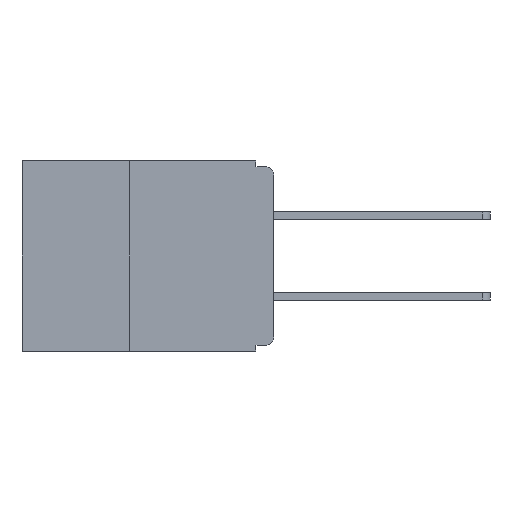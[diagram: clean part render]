
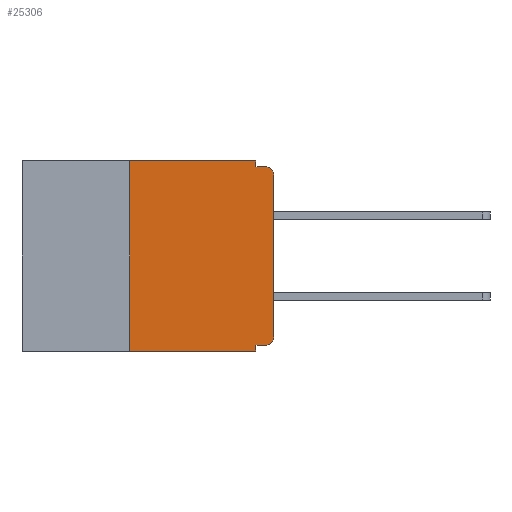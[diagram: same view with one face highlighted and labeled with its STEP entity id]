
A CAD part, left-side view. The second image highlights one B-rep face of the part: STEP entity #25306.
In plain terms, the highlighted planar face has unit normal (-1, 0, 0).
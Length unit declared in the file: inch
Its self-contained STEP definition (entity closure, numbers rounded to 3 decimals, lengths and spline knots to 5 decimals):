
#1075 = VECTOR ( 'NONE', #23425, 39.37008 ) ;
#1184 = CARTESIAN_POINT ( 'NONE',  ( 0., 0.031, 0. ) ) ;
#1384 = DIRECTION ( 'NONE',  ( 0., -1., 0. ) ) ;
#1586 = CARTESIAN_POINT ( 'NONE',  ( 0., 0.437, 0. ) ) ;
#1756 = ORIENTED_EDGE ( 'NONE', *, *, #15538, .F. ) ;
#2098 = CARTESIAN_POINT ( 'NONE',  ( 0., 0.031, 0. ) ) ;
#2099 = ORIENTED_EDGE ( 'NONE', *, *, #19151, .T. ) ;
#2276 = ORIENTED_EDGE ( 'NONE', *, *, #7368, .F. ) ;
#2403 = LINE ( 'NONE', #11045, #7991 ) ;
#2515 = VECTOR ( 'NONE', #1384, 39.37008 ) ;
#2711 = VERTEX_POINT ( 'NONE', #26826 ) ;
#2743 = DIRECTION ( 'NONE',  ( 0., 0., 1. ) ) ;
#3183 = ORIENTED_EDGE ( 'NONE', *, *, #11411, .F. ) ;
#3573 = ORIENTED_EDGE ( 'NONE', *, *, #4282, .T. ) ;
#3609 = DIRECTION ( 'NONE',  ( 0., 0., -1. ) ) ;
#3754 = DIRECTION ( 'NONE',  ( -1., 0., 0. ) ) ;
#4007 = DIRECTION ( 'NONE',  ( 0., 0., -1. ) ) ;
#4282 = EDGE_CURVE ( 'NONE', #17527, #10615, #6679, .T. ) ;
#4334 = LINE ( 'NONE', #21601, #23362 ) ;
#5964 = VERTEX_POINT ( 'NONE', #19049 ) ;
#6679 = LINE ( 'NONE', #19066, #1075 ) ;
#6837 = EDGE_CURVE ( 'NONE', #17527, #2711, #2403, .T. ) ;
#7252 = DIRECTION ( 'NONE',  ( 0., 0., -1. ) ) ;
#7368 = EDGE_CURVE ( 'NONE', #15957, #5964, #18125, .T. ) ;
#7991 = VECTOR ( 'NONE', #20651, 39.37008 ) ;
#8170 = ORIENTED_EDGE ( 'NONE', *, *, #29286, .T. ) ;
#8899 = CARTESIAN_POINT ( 'NONE',  ( 0., 0., -0.305 ) ) ;
#9184 = EDGE_LOOP ( 'NONE', ( #8170, #2099, #27993, #2276, #3183, #26726, #3573, #14783, #1756, #9373 ) ) ;
#9373 = ORIENTED_EDGE ( 'NONE', *, *, #11249, .T. ) ;
#9463 = CARTESIAN_POINT ( 'NONE',  ( 0., 0., -0.01 ) ) ;
#9982 = DIRECTION ( 'NONE',  ( 0., 1., 0. ) ) ;
#10025 = LINE ( 'NONE', #9463, #27434 ) ;
#10615 = VERTEX_POINT ( 'NONE', #21714 ) ;
#11045 = CARTESIAN_POINT ( 'NONE',  ( 0., 0.25, -0.33 ) ) ;
#11150 = EDGE_CURVE ( 'NONE', #5964, #27058, #10025, .T. ) ;
#11249 = EDGE_CURVE ( 'NONE', #25067, #17745, #25975, .T. ) ;
#11411 = EDGE_CURVE ( 'NONE', #2711, #15957, #20830, .T. ) ;
#12244 = CARTESIAN_POINT ( 'NONE',  ( 0., 0.015, -0.305 ) ) ;
#12332 = VERTEX_POINT ( 'NONE', #16711 ) ;
#14629 = DIRECTION ( 'NONE',  ( 0., 0., -1. ) ) ;
#14783 = ORIENTED_EDGE ( 'NONE', *, *, #24400, .F. ) ;
#14940 = CARTESIAN_POINT ( 'NONE',  ( 0., 0.015, -0.32 ) ) ;
#15150 = AXIS2_PLACEMENT_3D ( 'NONE', #1586, #18318, #4007 ) ;
#15538 = EDGE_CURVE ( 'NONE', #25067, #20354, #16067, .T. ) ;
#15674 = CARTESIAN_POINT ( 'NONE',  ( 0., 0.437, 0. ) ) ;
#15876 = PLANE ( 'NONE',  #15150 ) ;
#15957 = VERTEX_POINT ( 'NONE', #2098 ) ;
#16067 = LINE ( 'NONE', #24201, #16837 ) ;
#16711 = CARTESIAN_POINT ( 'NONE',  ( 0., 0., -0.025 ) ) ;
#16837 = VECTOR ( 'NONE', #9982, 39.37008 ) ;
#17527 = VERTEX_POINT ( 'NONE', #29504 ) ;
#17745 = VERTEX_POINT ( 'NONE', #8899 ) ;
#18045 = CARTESIAN_POINT ( 'NONE',  ( 0., 0.015, -0.025 ) ) ;
#18125 = LINE ( 'NONE', #1184, #22945 ) ;
#18318 = DIRECTION ( 'NONE',  ( 1., 0., 0. ) ) ;
#19049 = CARTESIAN_POINT ( 'NONE',  ( 0., 0.031, -0.01 ) ) ;
#19066 = CARTESIAN_POINT ( 'NONE',  ( 0., 0.437, -0.33 ) ) ;
#19151 = EDGE_CURVE ( 'NONE', #12332, #27058, #19276, .T. ) ;
#19276 = CIRCLE ( 'NONE', #23019, 0.015 ) ;
#19296 = AXIS2_PLACEMENT_3D ( 'NONE', #12244, #28787, #14629 ) ;
#20354 = VERTEX_POINT ( 'NONE', #22364 ) ;
#20445 = DIRECTION ( 'NONE',  ( 0., 0., -1. ) ) ;
#20651 = DIRECTION ( 'NONE',  ( 0., 0., 1. ) ) ;
#20830 = LINE ( 'NONE', #15674, #2515 ) ;
#21468 = DIRECTION ( 'NONE',  ( 0., -1., 0. ) ) ;
#21527 = FACE_OUTER_BOUND ( 'NONE', #9184, .T. ) ;
#21601 = CARTESIAN_POINT ( 'NONE',  ( 0., 0.031, -0.33 ) ) ;
#21714 = CARTESIAN_POINT ( 'NONE',  ( 0., 0.031, -0.33 ) ) ;
#22364 = CARTESIAN_POINT ( 'NONE',  ( 0., 0.031, -0.32 ) ) ;
#22408 = CARTESIAN_POINT ( 'NONE',  ( 0., 0.015, -0.01 ) ) ;
#22639 = VECTOR ( 'NONE', #2743, 39.37008 ) ;
#22945 = VECTOR ( 'NONE', #3609, 39.37008 ) ;
#23019 = AXIS2_PLACEMENT_3D ( 'NONE', #18045, #3754, #20445 ) ;
#23362 = VECTOR ( 'NONE', #7252, 39.37008 ) ;
#23367 = LINE ( 'NONE', #26443, #22639 ) ;
#23425 = DIRECTION ( 'NONE',  ( 0., -1., 0. ) ) ;
#24201 = CARTESIAN_POINT ( 'NONE',  ( 0., 0., -0.32 ) ) ;
#24400 = EDGE_CURVE ( 'NONE', #20354, #10615, #4334, .T. ) ;
#25067 = VERTEX_POINT ( 'NONE', #14940 ) ;
#25306 = ADVANCED_FACE ( 'NONE', ( #21527 ), #15876, .F. ) ;
#25975 = CIRCLE ( 'NONE', #19296, 0.015 ) ;
#26443 = CARTESIAN_POINT ( 'NONE',  ( 0., 0., 0. ) ) ;
#26726 = ORIENTED_EDGE ( 'NONE', *, *, #6837, .F. ) ;
#26826 = CARTESIAN_POINT ( 'NONE',  ( 0., 0.25, 0. ) ) ;
#27058 = VERTEX_POINT ( 'NONE', #22408 ) ;
#27434 = VECTOR ( 'NONE', #21468, 39.37008 ) ;
#27993 = ORIENTED_EDGE ( 'NONE', *, *, #11150, .F. ) ;
#28787 = DIRECTION ( 'NONE',  ( -1., 0., 0. ) ) ;
#29286 = EDGE_CURVE ( 'NONE', #17745, #12332, #23367, .T. ) ;
#29504 = CARTESIAN_POINT ( 'NONE',  ( 0., 0.25, -0.33 ) ) ;
